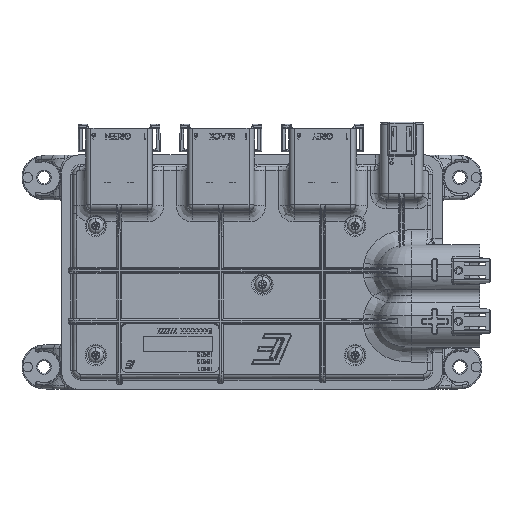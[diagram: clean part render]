
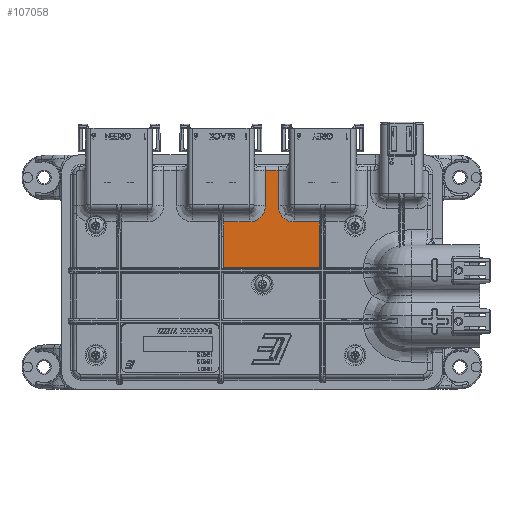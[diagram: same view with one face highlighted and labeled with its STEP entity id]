
A CAD part, front view. The second image highlights one B-rep face of the part: STEP entity #107058.
In plain terms, the highlighted planar face has unit normal (0, -1, 0).
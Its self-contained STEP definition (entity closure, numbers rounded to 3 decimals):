
#9088 = AXIS2_PLACEMENT_3D ( 'NONE', #70105, #70111, #70112 ) ;
#18198 = CARTESIAN_POINT ( 'NONE',  ( -14.654, -9., 26.19 ) ) ;
#18199 = CARTESIAN_POINT ( 'NONE',  ( -1.42, -9., 26.19 ) ) ;
#18362 = CARTESIAN_POINT ( 'NONE',  ( -14.654, -9., 2.346 ) ) ;
#18363 = CARTESIAN_POINT ( 'NONE',  ( 35.354, -9., 2.346 ) ) ;
#18364 = CARTESIAN_POINT ( 'NONE',  ( 35.354, -9., 26.19 ) ) ;
#18365 = CARTESIAN_POINT ( 'NONE',  ( 13.621, -9., 34.689 ) ) ;
#18366 = CARTESIAN_POINT ( 'NONE',  ( 13.621, -9., 53.103 ) ) ;
#18367 = CARTESIAN_POINT ( 'NONE',  ( 7.079, -9., 53.103 ) ) ;
#18368 = CARTESIAN_POINT ( 'NONE',  ( 7.079, -9., 34.689 ) ) ;
#29223 = CARTESIAN_POINT ( 'NONE',  ( 22.12, -9., 26.19 ) ) ;
#29235 = CARTESIAN_POINT ( 'NONE',  ( 19.835, -9., 26.19 ) ) ;
#29237 = CARTESIAN_POINT ( 'NONE',  ( 17.725, -9., 27.064 ) ) ;
#29240 = CARTESIAN_POINT ( 'NONE',  ( 16.11, -9., 28.679 ) ) ;
#36566 = VERTEX_POINT ( 'NONE', #18198 ) ;
#36568 = VERTEX_POINT ( 'NONE', #18199 ) ;
#36807 = VERTEX_POINT ( 'NONE', #18362 ) ;
#36808 = VERTEX_POINT ( 'NONE', #18363 ) ;
#36809 = VERTEX_POINT ( 'NONE', #18364 ) ;
#36810 = VERTEX_POINT ( 'NONE', #18365 ) ;
#36811 = VERTEX_POINT ( 'NONE', #18366 ) ;
#36812 = VERTEX_POINT ( 'NONE', #18367 ) ;
#36813 = VERTEX_POINT ( 'NONE', #18368 ) ;
#48853 = FACE_OUTER_BOUND ( 'NONE', #92360, .T. ) ;
#54944 = EDGE_CURVE ( 'NONE', #36568, #36566, #171852, .T. ) ;
#55133 = EDGE_CURVE ( 'NONE', #36809, #88473, #172360, .T. ) ;
#55134 = EDGE_CURVE ( 'NONE', #36566, #36807, #172364, .T. ) ;
#55135 = EDGE_CURVE ( 'NONE', #36807, #36808, #172367, .T. ) ;
#55136 = EDGE_CURVE ( 'NONE', #36808, #36809, #172371, .T. ) ;
#55137 = EDGE_CURVE ( 'NONE', #36811, #36812, #172375, .T. ) ;
#55138 = EDGE_CURVE ( 'NONE', #88472, #36810, #117897, .T. ) ;
#55139 = EDGE_CURVE ( 'NONE', #36812, #36813, #172342, .T. ) ;
#55140 = EDGE_CURVE ( 'NONE', #36810, #36811, #172383, .T. ) ;
#55141 = EDGE_CURVE ( 'NONE', #36813, #36568, #117893, .T. ) ;
#56285 = ORIENTED_EDGE ( 'NONE', *, *, #54944, .T. ) ;
#56286 = ORIENTED_EDGE ( 'NONE', *, *, #55134, .T. ) ;
#56287 = ORIENTED_EDGE ( 'NONE', *, *, #55135, .T. ) ;
#56288 = ORIENTED_EDGE ( 'NONE', *, *, #55136, .T. ) ;
#56289 = ORIENTED_EDGE ( 'NONE', *, *, #55133, .T. ) ;
#56290 = ORIENTED_EDGE ( 'NONE', *, *, #74982, .T. ) ;
#56291 = ORIENTED_EDGE ( 'NONE', *, *, #55138, .T. ) ;
#56292 = ORIENTED_EDGE ( 'NONE', *, *, #55140, .T. ) ;
#56293 = ORIENTED_EDGE ( 'NONE', *, *, #55137, .T. ) ;
#56294 = ORIENTED_EDGE ( 'NONE', *, *, #55139, .T. ) ;
#56295 = ORIENTED_EDGE ( 'NONE', *, *, #55141, .T. ) ;
#70105 = CARTESIAN_POINT ( 'NONE',  ( 89.186, -9., 53.086 ) ) ;
#70106 = PLANE ( 'NONE',  #9088 ) ;
#70111 = DIRECTION ( 'NONE',  ( 0., -1., 0. ) ) ;
#70112 = DIRECTION ( 'NONE',  ( 0., 0., 1. ) ) ;
#74982 = EDGE_CURVE ( 'NONE', #88473, #88472, #118664, .T. ) ;
#88472 = VERTEX_POINT ( 'NONE', #103681 ) ;
#88473 = VERTEX_POINT ( 'NONE', #103682 ) ;
#92360 = EDGE_LOOP ( 'NONE', ( #56285, #56286, #56287, #56288, #56289, #56290, #56291, #56292, #56293, #56294, #56295 ) ) ;
#103681 = CARTESIAN_POINT ( 'NONE',  ( 16.11, -9., 28.679 ) ) ;
#103682 = CARTESIAN_POINT ( 'NONE',  ( 22.12, -9., 26.19 ) ) ;
#107058 = ADVANCED_FACE ( 'NONE', ( #48853 ), #70106, .T. ) ;
#117893 =( BOUNDED_CURVE ( )  B_SPLINE_CURVE ( 3, ( #184333, #184358, #184359, #184360 ),
 .UNSPECIFIED., .F., .T. ) 
 B_SPLINE_CURVE_WITH_KNOTS ( ( 4, 4 ),
 ( 2.356, 3.927 ),
 .UNSPECIFIED. ) 
 CURVE ( )  GEOMETRIC_REPRESENTATION_ITEM ( )  RATIONAL_B_SPLINE_CURVE ( ( 1., 0.805, 0.805, 1. ) ) 
 REPRESENTATION_ITEM ( '' )  );
#117897 =( BOUNDED_CURVE ( )  B_SPLINE_CURVE ( 3, ( #184329, #184350, #184351, #184352 ),
 .UNSPECIFIED., .F., .F. ) 
 B_SPLINE_CURVE_WITH_KNOTS ( ( 4, 4 ),
 ( 0., 0.785 ),
 .UNSPECIFIED. ) 
 CURVE ( )  GEOMETRIC_REPRESENTATION_ITEM ( )  RATIONAL_B_SPLINE_CURVE ( ( 1., 0.949, 0.949, 1. ) ) 
 REPRESENTATION_ITEM ( '' )  );
#118664 =( BOUNDED_CURVE ( )  B_SPLINE_CURVE ( 3, ( #29223, #29235, #29237, #29240 ),
 .UNSPECIFIED., .F., .F. ) 
 B_SPLINE_CURVE_WITH_KNOTS ( ( 4, 4 ),
 ( 5.498, 6.283 ),
 .UNSPECIFIED. ) 
 CURVE ( )  GEOMETRIC_REPRESENTATION_ITEM ( )  RATIONAL_B_SPLINE_CURVE ( ( 1., 0.949, 0.949, 1. ) ) 
 REPRESENTATION_ITEM ( '' )  );
#171852 = LINE ( 'NONE', #183752, #171860 ) ;
#171860 = VECTOR ( 'NONE', #183753, 1000. ) ;
#172342 = LINE ( 'NONE', #184353, #172381 ) ;
#172360 = LINE ( 'NONE', #184340, #172362 ) ;
#172362 = VECTOR ( 'NONE', #184341, 1000. ) ;
#172364 = LINE ( 'NONE', #184342, #172366 ) ;
#172366 = VECTOR ( 'NONE', #184343, 1000. ) ;
#172367 = LINE ( 'NONE', #184344, #172369 ) ;
#172369 = VECTOR ( 'NONE', #184345, 1000. ) ;
#172371 = LINE ( 'NONE', #184346, #172373 ) ;
#172373 = VECTOR ( 'NONE', #184347, 1000. ) ;
#172375 = LINE ( 'NONE', #184348, #172377 ) ;
#172377 = VECTOR ( 'NONE', #184349, 1000. ) ;
#172381 = VECTOR ( 'NONE', #184354, 1000. ) ;
#172383 = LINE ( 'NONE', #184355, #172385 ) ;
#172385 = VECTOR ( 'NONE', #184356, 1000. ) ;
#183752 = CARTESIAN_POINT ( 'NONE',  ( -30.983, -9., 26.19 ) ) ;
#183753 = DIRECTION ( 'NONE',  ( -1., 0., 0. ) ) ;
#184329 = CARTESIAN_POINT ( 'NONE',  ( 16.11, -9., 28.679 ) ) ;
#184333 = CARTESIAN_POINT ( 'NONE',  ( 7.079, -9., 34.689 ) ) ;
#184340 = CARTESIAN_POINT ( 'NONE',  ( 22.017, -9., 26.19 ) ) ;
#184341 = DIRECTION ( 'NONE',  ( -1., 0., 0. ) ) ;
#184342 = CARTESIAN_POINT ( 'NONE',  ( -14.654, -9., 53.086 ) ) ;
#184343 = DIRECTION ( 'NONE',  ( 0., 0., -1. ) ) ;
#184344 = CARTESIAN_POINT ( 'NONE',  ( 35.85, -9., 2.346 ) ) ;
#184345 = DIRECTION ( 'NONE',  ( 1., 0., 0. ) ) ;
#184346 = CARTESIAN_POINT ( 'NONE',  ( 35.354, -9., 26.19 ) ) ;
#184347 = DIRECTION ( 'NONE',  ( 0., 0., 1. ) ) ;
#184348 = CARTESIAN_POINT ( 'NONE',  ( 89.186, -9., 53.103 ) ) ;
#184349 = DIRECTION ( 'NONE',  ( -1., 0., 0. ) ) ;
#184350 = CARTESIAN_POINT ( 'NONE',  ( 14.495, -9., 30.294 ) ) ;
#184351 = CARTESIAN_POINT ( 'NONE',  ( 13.621, -9., 32.404 ) ) ;
#184352 = CARTESIAN_POINT ( 'NONE',  ( 13.621, -9., 34.689 ) ) ;
#184353 = CARTESIAN_POINT ( 'NONE',  ( 7.079, -9., 53.086 ) ) ;
#184354 = DIRECTION ( 'NONE',  ( 0., 0., -1. ) ) ;
#184355 = CARTESIAN_POINT ( 'NONE',  ( 13.621, -9., 53.086 ) ) ;
#184356 = DIRECTION ( 'NONE',  ( 0., 0., 1. ) ) ;
#184358 = CARTESIAN_POINT ( 'NONE',  ( 7.079, -9., 29.71 ) ) ;
#184359 = CARTESIAN_POINT ( 'NONE',  ( 3.559, -9., 26.19 ) ) ;
#184360 = CARTESIAN_POINT ( 'NONE',  ( -1.42, -9., 26.19 ) ) ;
